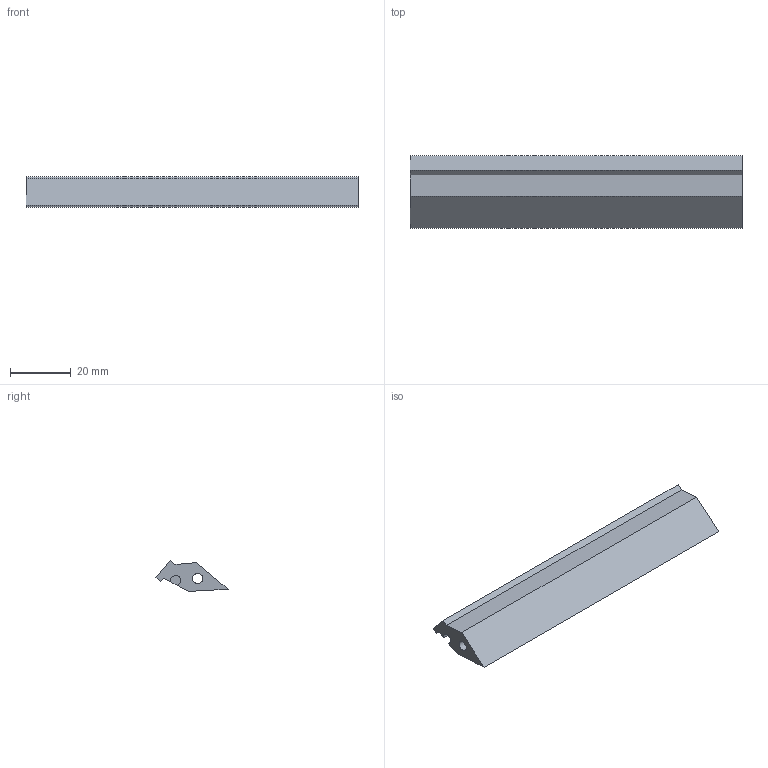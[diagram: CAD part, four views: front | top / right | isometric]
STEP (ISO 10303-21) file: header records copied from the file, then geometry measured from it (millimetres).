
FILE_DESCRIPTION(/* description */ (''),/* implementation_level */ '2;1');
FILE_NAME(/* name */ 'Arma (1) (1).step',/* time_stamp */ '2025-09-02T16:29:45+01:00',/* author */ (''),/* organization */ (''),/* preprocessor_version */ 'ST-DEVELOPER v20.1',/* originating_system */ 'Autodesk Translation Framework v14.10.0.0',/* authorisation */ '');
FILE_SCHEMA (('AUTOMOTIVE_DESIGN { 1 0 10303 214 3 1 1 }'));
Length unit declared in the file: millimetre
Products named in the file (1): Arma (1) (1)
Bounding box: 109 x 23.71 x 10.13 mm (x, y, z)
Volume: 13520.5 mm3; surface area: 7587.6 mm2
Topology: 1 solids, 1 shells, 15 faces, 40 edges, 27 vertices
Faces by surface type: plane 12, cylinder 3
Full cylindrical faces by diameter (mm): 3.332 x1
Entity records: 521 total; most frequent: CARTESIAN_POINT 85, ORIENTED_EDGE 82, DIRECTION 79, EDGE_CURVE 41, LINE 35, VECTOR 35, VERTEX_POINT 28, AXIS2_PLACEMENT_3D 22
